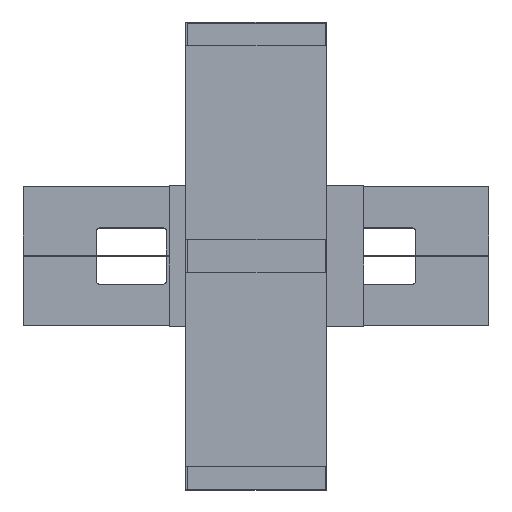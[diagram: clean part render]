
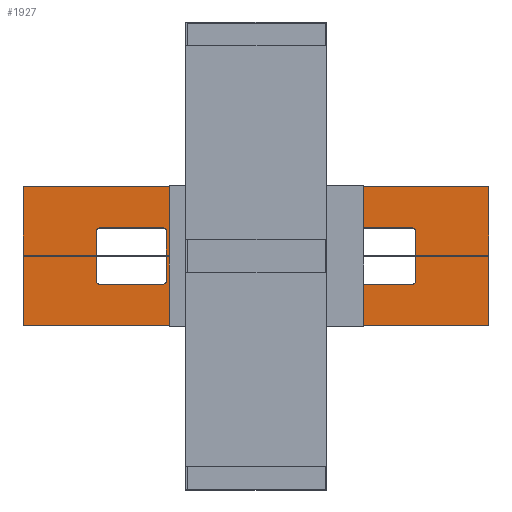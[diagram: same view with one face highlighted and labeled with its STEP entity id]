
A CAD part, top view. The second image highlights one B-rep face of the part: STEP entity #1927.
In plain terms, the highlighted planar face has unit normal (0, 0, 1).
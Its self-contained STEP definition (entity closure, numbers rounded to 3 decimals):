
#1927 = ADVANCED_FACE( '', ( #5104, #5105, #5106 ), #5107, .T. );
#5104 = FACE_BOUND( '', #8615, .T. );
#5105 = FACE_OUTER_BOUND( '', #8616, .T. );
#5106 = FACE_BOUND( '', #8617, .T. );
#5107 = PLANE( '', #8618 );
#8615 = EDGE_LOOP( '', ( #22604, #22605, #22606, #22607, #22608, #22609, #22610, #22611 ) );
#8616 = EDGE_LOOP( '', ( #22612, #22613, #22614, #22615 ) );
#8617 = EDGE_LOOP( '', ( #22616, #22617, #22618, #22619, #22620, #22621, #22622, #22623 ) );
#8618 = AXIS2_PLACEMENT_3D( '', #22624, #22625, #22626 );
#22604 = ORIENTED_EDGE( '', *, *, #26730, .F. );
#22605 = ORIENTED_EDGE( '', *, *, #26731, .T. );
#22606 = ORIENTED_EDGE( '', *, *, #26732, .F. );
#22607 = ORIENTED_EDGE( '', *, *, #26725, .T. );
#22608 = ORIENTED_EDGE( '', *, *, #26733, .F. );
#22609 = ORIENTED_EDGE( '', *, *, #26734, .T. );
#22610 = ORIENTED_EDGE( '', *, *, #26735, .F. );
#22611 = ORIENTED_EDGE( '', *, *, #26736, .T. );
#22612 = ORIENTED_EDGE( '', *, *, #26721, .T. );
#22613 = ORIENTED_EDGE( '', *, *, #26729, .T. );
#22614 = ORIENTED_EDGE( '', *, *, #26737, .T. );
#22615 = ORIENTED_EDGE( '', *, *, #26738, .T. );
#22616 = ORIENTED_EDGE( '', *, *, #26739, .F. );
#22617 = ORIENTED_EDGE( '', *, *, #26740, .T. );
#22618 = ORIENTED_EDGE( '', *, *, #26741, .F. );
#22619 = ORIENTED_EDGE( '', *, *, #26742, .T. );
#22620 = ORIENTED_EDGE( '', *, *, #26743, .F. );
#22621 = ORIENTED_EDGE( '', *, *, #26744, .T. );
#22622 = ORIENTED_EDGE( '', *, *, #26745, .F. );
#22623 = ORIENTED_EDGE( '', *, *, #26746, .T. );
#22624 = CARTESIAN_POINT( '', ( -249., -74., 2. ) );
#22625 = DIRECTION( '', ( 0., 0., 1. ) );
#22626 = DIRECTION( '', ( 1., 0., 0. ) );
#26721 = EDGE_CURVE( '', #33364, #33362, #33365, .T. );
#26725 = EDGE_CURVE( '', #33372, #33370, #33373, .F. );
#26729 = EDGE_CURVE( '', #33362, #33377, #33379, .T. );
#26730 = EDGE_CURVE( '', #33380, #33381, #33382, .T. );
#26731 = EDGE_CURVE( '', #33380, #33383, #33384, .F. );
#26732 = EDGE_CURVE( '', #33372, #33383, #33385, .T. );
#26733 = EDGE_CURVE( '', #33386, #33370, #33387, .T. );
#26734 = EDGE_CURVE( '', #33386, #33388, #33389, .F. );
#26735 = EDGE_CURVE( '', #33390, #33388, #33391, .T. );
#26736 = EDGE_CURVE( '', #33390, #33381, #33392, .F. );
#26737 = EDGE_CURVE( '', #33377, #33393, #33394, .T. );
#26738 = EDGE_CURVE( '', #33393, #33364, #33395, .T. );
#26739 = EDGE_CURVE( '', #33396, #33397, #33398, .T. );
#26740 = EDGE_CURVE( '', #33396, #33399, #33400, .F. );
#26741 = EDGE_CURVE( '', #33401, #33399, #33402, .T. );
#26742 = EDGE_CURVE( '', #33401, #33403, #33404, .F. );
#26743 = EDGE_CURVE( '', #33405, #33403, #33406, .T. );
#26744 = EDGE_CURVE( '', #33405, #33407, #33408, .F. );
#26745 = EDGE_CURVE( '', #33409, #33407, #33410, .T. );
#26746 = EDGE_CURVE( '', #33409, #33397, #33411, .F. );
#33362 = VERTEX_POINT( '', #46657 );
#33364 = VERTEX_POINT( '', #46660 );
#33365 = LINE( '', #46661, #46662 );
#33370 = VERTEX_POINT( '', #46668 );
#33372 = VERTEX_POINT( '', #46671 );
#33373 = CIRCLE( '', #46672, 3. );
#33377 = VERTEX_POINT( '', #46678 );
#33379 = LINE( '', #46681, #46682 );
#33380 = VERTEX_POINT( '', #46683 );
#33381 = VERTEX_POINT( '', #46684 );
#33382 = LINE( '', #46685, #46686 );
#33383 = VERTEX_POINT( '', #46687 );
#33384 = CIRCLE( '', #46688, 3. );
#33385 = LINE( '', #46689, #46690 );
#33386 = VERTEX_POINT( '', #46691 );
#33387 = LINE( '', #46692, #46693 );
#33388 = VERTEX_POINT( '', #46694 );
#33389 = CIRCLE( '', #46695, 3. );
#33390 = VERTEX_POINT( '', #46696 );
#33391 = LINE( '', #46697, #46698 );
#33392 = CIRCLE( '', #46699, 3. );
#33393 = VERTEX_POINT( '', #46700 );
#33394 = LINE( '', #46701, #46702 );
#33395 = LINE( '', #46703, #46704 );
#33396 = VERTEX_POINT( '', #46705 );
#33397 = VERTEX_POINT( '', #46706 );
#33398 = LINE( '', #46707, #46708 );
#33399 = VERTEX_POINT( '', #46709 );
#33400 = CIRCLE( '', #46710, 3. );
#33401 = VERTEX_POINT( '', #46711 );
#33402 = LINE( '', #46712, #46713 );
#33403 = VERTEX_POINT( '', #46714 );
#33404 = CIRCLE( '', #46715, 3. );
#33405 = VERTEX_POINT( '', #46716 );
#33406 = LINE( '', #46717, #46718 );
#33407 = VERTEX_POINT( '', #46719 );
#33408 = CIRCLE( '', #46720, 3. );
#33409 = VERTEX_POINT( '', #46721 );
#33410 = LINE( '', #46722, #46723 );
#33411 = CIRCLE( '', #46724, 3. );
#46657 = CARTESIAN_POINT( '', ( -249., -74., 2. ) );
#46660 = CARTESIAN_POINT( '', ( -249., 74., 2. ) );
#46661 = CARTESIAN_POINT( '', ( -249., 74., 2. ) );
#46662 = VECTOR( '', #51129, 1000. );
#46668 = CARTESIAN_POINT( '', ( -167.5, 30., 2. ) );
#46671 = CARTESIAN_POINT( '', ( -170.5, 27., 2. ) );
#46672 = AXIS2_PLACEMENT_3D( '', #51135, #51136, #51137 );
#46678 = CARTESIAN_POINT( '', ( 249., -74., 2. ) );
#46681 = CARTESIAN_POINT( '', ( -249., -74., 2. ) );
#46682 = VECTOR( '', #51141, 1000. );
#46683 = CARTESIAN_POINT( '', ( -167.5, -30., 2. ) );
#46684 = CARTESIAN_POINT( '', ( -99., -30., 2. ) );
#46685 = CARTESIAN_POINT( '', ( -170.5, -30., 2. ) );
#46686 = VECTOR( '', #51142, 1000. );
#46687 = CARTESIAN_POINT( '', ( -170.5, -27., 2. ) );
#46688 = AXIS2_PLACEMENT_3D( '', #51143, #51144, #51145 );
#46689 = CARTESIAN_POINT( '', ( -170.5, 30., 2. ) );
#46690 = VECTOR( '', #51146, 1000. );
#46691 = CARTESIAN_POINT( '', ( -99., 30., 2. ) );
#46692 = CARTESIAN_POINT( '', ( -96., 30., 2. ) );
#46693 = VECTOR( '', #51147, 1000. );
#46694 = CARTESIAN_POINT( '', ( -96., 27., 2. ) );
#46695 = AXIS2_PLACEMENT_3D( '', #51148, #51149, #51150 );
#46696 = CARTESIAN_POINT( '', ( -96., -27., 2. ) );
#46697 = CARTESIAN_POINT( '', ( -96., -30., 2. ) );
#46698 = VECTOR( '', #51151, 1000. );
#46699 = AXIS2_PLACEMENT_3D( '', #51152, #51153, #51154 );
#46700 = CARTESIAN_POINT( '', ( 249., 74., 2. ) );
#46701 = CARTESIAN_POINT( '', ( 249., -74., 2. ) );
#46702 = VECTOR( '', #51155, 1000. );
#46703 = CARTESIAN_POINT( '', ( 249., 74., 2. ) );
#46704 = VECTOR( '', #51156, 1000. );
#46705 = CARTESIAN_POINT( '', ( 96., 27., 2. ) );
#46706 = CARTESIAN_POINT( '', ( 96., -27., 2. ) );
#46707 = CARTESIAN_POINT( '', ( 96., 30., 2. ) );
#46708 = VECTOR( '', #51157, 1000. );
#46709 = CARTESIAN_POINT( '', ( 99., 30., 2. ) );
#46710 = AXIS2_PLACEMENT_3D( '', #51158, #51159, #51160 );
#46711 = CARTESIAN_POINT( '', ( 167.5, 30., 2. ) );
#46712 = CARTESIAN_POINT( '', ( 170.5, 30., 2. ) );
#46713 = VECTOR( '', #51161, 1000. );
#46714 = CARTESIAN_POINT( '', ( 170.5, 27., 2. ) );
#46715 = AXIS2_PLACEMENT_3D( '', #51162, #51163, #51164 );
#46716 = CARTESIAN_POINT( '', ( 170.5, -27., 2. ) );
#46717 = CARTESIAN_POINT( '', ( 170.5, -30., 2. ) );
#46718 = VECTOR( '', #51165, 1000. );
#46719 = CARTESIAN_POINT( '', ( 167.5, -30., 2. ) );
#46720 = AXIS2_PLACEMENT_3D( '', #51166, #51167, #51168 );
#46721 = CARTESIAN_POINT( '', ( 99., -30., 2. ) );
#46722 = CARTESIAN_POINT( '', ( 96., -30., 2. ) );
#46723 = VECTOR( '', #51169, 1000. );
#46724 = AXIS2_PLACEMENT_3D( '', #51170, #51171, #51172 );
#51129 = DIRECTION( '', ( 0., -1., 0. ) );
#51135 = CARTESIAN_POINT( '', ( -167.5, 27., 2. ) );
#51136 = DIRECTION( '', ( 0., 0., 1. ) );
#51137 = DIRECTION( '', ( 1., 0., 0. ) );
#51141 = DIRECTION( '', ( 1., 0., 0. ) );
#51142 = DIRECTION( '', ( 1., 0., 0. ) );
#51143 = CARTESIAN_POINT( '', ( -167.5, -27., 2. ) );
#51144 = DIRECTION( '', ( 0., 0., 1. ) );
#51145 = DIRECTION( '', ( 1., 0., 0. ) );
#51146 = DIRECTION( '', ( 0., -1., 0. ) );
#51147 = DIRECTION( '', ( -1., 0., 0. ) );
#51148 = CARTESIAN_POINT( '', ( -99., 27., 2. ) );
#51149 = DIRECTION( '', ( 0., 0., 1. ) );
#51150 = DIRECTION( '', ( 1., 0., 0. ) );
#51151 = DIRECTION( '', ( 0., 1., 0. ) );
#51152 = CARTESIAN_POINT( '', ( -99., -27., 2. ) );
#51153 = DIRECTION( '', ( 0., 0., 1. ) );
#51154 = DIRECTION( '', ( 1., 0., 0. ) );
#51155 = DIRECTION( '', ( 0., 1., 0. ) );
#51156 = DIRECTION( '', ( -1., 0., 0. ) );
#51157 = DIRECTION( '', ( 0., -1., 0. ) );
#51158 = CARTESIAN_POINT( '', ( 99., 27., 2. ) );
#51159 = DIRECTION( '', ( 0., 0., 1. ) );
#51160 = DIRECTION( '', ( 1., 0., 0. ) );
#51161 = DIRECTION( '', ( -1., 0., 0. ) );
#51162 = CARTESIAN_POINT( '', ( 167.5, 27., 2. ) );
#51163 = DIRECTION( '', ( 0., 0., 1. ) );
#51164 = DIRECTION( '', ( 1., 0., 0. ) );
#51165 = DIRECTION( '', ( 0., 1., 0. ) );
#51166 = CARTESIAN_POINT( '', ( 167.5, -27., 2. ) );
#51167 = DIRECTION( '', ( 0., 0., 1. ) );
#51168 = DIRECTION( '', ( 1., 0., 0. ) );
#51169 = DIRECTION( '', ( 1., 0., 0. ) );
#51170 = CARTESIAN_POINT( '', ( 99., -27., 2. ) );
#51171 = DIRECTION( '', ( 0., 0., 1. ) );
#51172 = DIRECTION( '', ( 1., 0., 0. ) );
